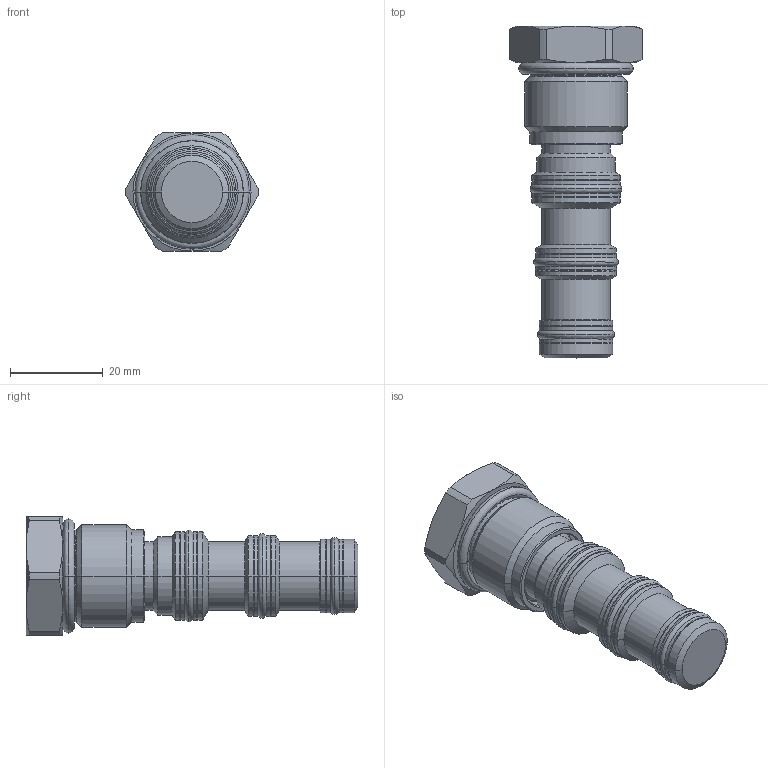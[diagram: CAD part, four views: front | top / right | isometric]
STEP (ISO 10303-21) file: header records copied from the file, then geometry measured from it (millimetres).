
FILE_DESCRIPTION((''),'2;1');
FILE_NAME('5436100_SW0001','2009-02-06T',('jcs'),(''),'PRO/ENGINEER BY PARAMETRIC TECHNOLOGY CORPORATION, 2008010','PRO/ENGINEER BY PARAMETRIC TECHNOLOGY CORPORATION, 2008010','');
FILE_SCHEMA(('CONFIG_CONTROL_DESIGN'));
Length unit declared in the file: inch
Products named in the file (1): 5436100_SW0001
Bounding box: 28.44 x 71.37 x 25.4 mm (x, y, z)
Volume: 20185.1 mm3; surface area: 8618.4 mm2
Topology: 4 solids, 4 shells, 209 faces, 426 edges, 234 vertices
Faces by surface type: cylinder 66, cone 48, torus 40, revolution 32, plane 23
Entity records: 6070 total; most frequent: CARTESIAN_POINT 1583, DIRECTION 1018, ORIENTED_EDGE 852, AXIS2_PLACEMENT_3D 439, EDGE_CURVE 426, CIRCLE 262, VERTEX_POINT 234, EDGE_LOOP 224
